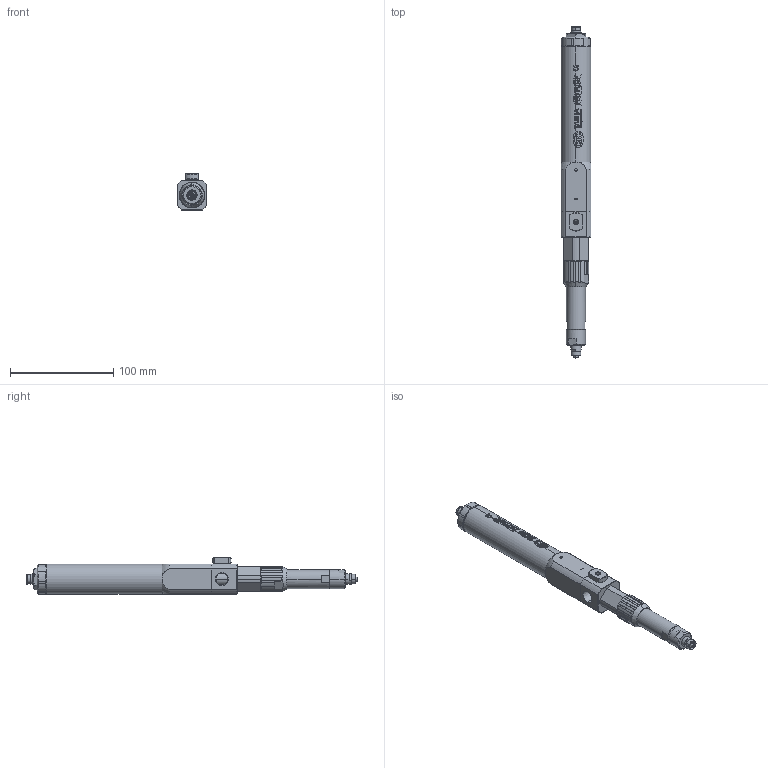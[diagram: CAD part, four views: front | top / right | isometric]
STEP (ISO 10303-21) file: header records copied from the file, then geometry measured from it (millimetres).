
FILE_DESCRIPTION (( 'STEP AP203' ), '1' );
FILE_NAME ('PCP-1500A-LAS.STEP', '2024-09-27T12:37:06', ( '' ), ( '' ), 'SwSTEP 2.0', 'SolidWorks 2021', '' );
FILE_SCHEMA (( 'CONFIG_CONTROL_DESIGN' ));
Length unit declared in the file: millimetre
Products named in the file (4): PCP-1500A-LAS; A08-MATERIAL CHAMBER TL; PCP-1500A; LUER STD ADAPTER(PCP-1000)
Assembly tree (3 placements, depth 2):
  PCP-1500A-LAS
    PCP-1500A
    A08-MATERIAL CHAMBER TL
    LUER STD ADAPTER(PCP-1000)
Bounding box: 29 x 322 x 35 mm (x, y, z)
Volume: 182846.6 mm3; surface area: 36675.5 mm2
Topology: 5 solids, 8 shells, 954 faces, 2465 edges, 1601 vertices
Faces by surface type: plane 388, cylinder 210, bspline 210, cone 138, torus 8
Entity records: 43229 total; most frequent: CARTESIAN_POINT 20890, ORIENTED_EDGE 4918, DIRECTION 3991, EDGE_CURVE 2459, VERTEX_POINT 1601, AXIS2_PLACEMENT_3D 1428, VECTOR 1135, LINE 1135
